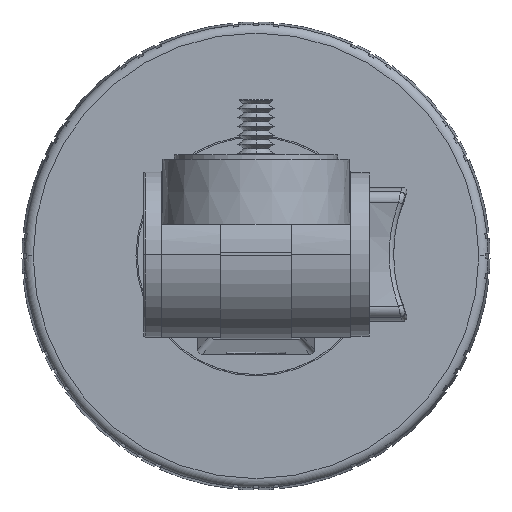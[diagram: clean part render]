
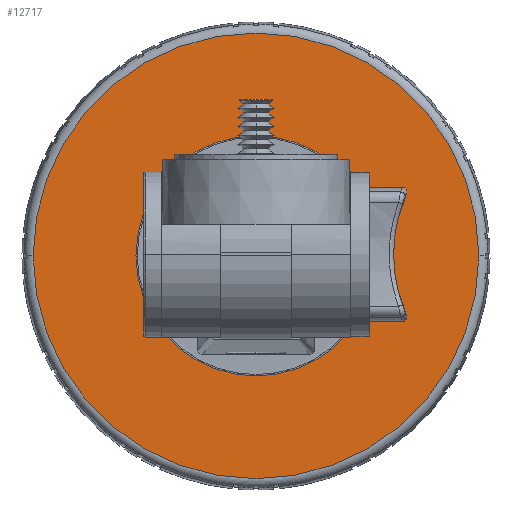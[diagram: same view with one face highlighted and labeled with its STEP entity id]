
A CAD part, top view. The second image highlights one B-rep face of the part: STEP entity #12717.
In plain terms, the highlighted planar face has unit normal (0, 0, 1).
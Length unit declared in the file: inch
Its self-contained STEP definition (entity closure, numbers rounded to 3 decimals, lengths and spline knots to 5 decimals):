
#289 = CARTESIAN_POINT ( 'NONE',  ( 0., 0., 0.485 ) ) ;
#745 = VERTEX_POINT ( 'NONE', #11477 ) ;
#1400 = CIRCLE ( 'NONE', #16728, 0.803 ) ;
#1409 = CARTESIAN_POINT ( 'NONE',  ( 0., 0., 0.485 ) ) ;
#1545 = AXIS2_PLACEMENT_3D ( 'NONE', #1409, #12601, #6864 ) ;
#2178 = VERTEX_POINT ( 'NONE', #4586 ) ;
#2882 = CARTESIAN_POINT ( 'NONE',  ( -0.803, 0., 0.485 ) ) ;
#4586 = CARTESIAN_POINT ( 'NONE',  ( 1.49012, 0., 0.485 ) ) ;
#5539 = ORIENTED_EDGE ( 'NONE', *, *, #16049, .F. ) ;
#5649 = DIRECTION ( 'NONE',  ( 1., 0., 0. ) ) ;
#6548 = CARTESIAN_POINT ( 'NONE',  ( 0., 0., 0.485 ) ) ;
#6574 = CARTESIAN_POINT ( 'NONE',  ( 0., 0., 0.485 ) ) ;
#6823 = AXIS2_PLACEMENT_3D ( 'NONE', #12722, #16982, #5649 ) ;
#6864 = DIRECTION ( 'NONE',  ( 1., 0., 0. ) ) ;
#7169 = EDGE_CURVE ( 'NONE', #745, #16037, #1400, .T. ) ;
#7377 = CIRCLE ( 'NONE', #12929, 1.49012 ) ;
#7946 = AXIS2_PLACEMENT_3D ( 'NONE', #6574, #11206, #12440 ) ;
#7960 = CIRCLE ( 'NONE', #1545, 1.49012 ) ;
#8098 = CARTESIAN_POINT ( 'NONE',  ( -1.49012, 0., 0.485 ) ) ;
#8684 = FACE_BOUND ( 'NONE', #9605, .T. ) ;
#9513 = EDGE_CURVE ( 'NONE', #14141, #2178, #7960, .T. ) ;
#9605 = EDGE_LOOP ( 'NONE', ( #12060, #5539 ) ) ;
#11206 = DIRECTION ( 'NONE',  ( 0., 0., 1. ) ) ;
#11477 = CARTESIAN_POINT ( 'NONE',  ( 0.803, 0., 0.485 ) ) ;
#11953 = ORIENTED_EDGE ( 'NONE', *, *, #9513, .T. ) ;
#12060 = ORIENTED_EDGE ( 'NONE', *, *, #7169, .F. ) ;
#12218 = DIRECTION ( 'NONE',  ( 1., 0., 0. ) ) ;
#12440 = DIRECTION ( 'NONE',  ( 1., 0., 0. ) ) ;
#12456 = FACE_OUTER_BOUND ( 'NONE', #14501, .T. ) ;
#12601 = DIRECTION ( 'NONE',  ( 0., 0., 1. ) ) ;
#12717 = ADVANCED_FACE ( 'NONE', ( #8684, #12456 ), #14894, .T. ) ;
#12722 = CARTESIAN_POINT ( 'NONE',  ( 0., 0., 0.485 ) ) ;
#12929 = AXIS2_PLACEMENT_3D ( 'NONE', #6548, #17840, #12218 ) ;
#13205 = CIRCLE ( 'NONE', #6823, 0.803 ) ;
#13346 = EDGE_CURVE ( 'NONE', #2178, #14141, #7377, .T. ) ;
#14092 = ORIENTED_EDGE ( 'NONE', *, *, #13346, .T. ) ;
#14141 = VERTEX_POINT ( 'NONE', #8098 ) ;
#14433 = DIRECTION ( 'NONE',  ( 1., 0., 0. ) ) ;
#14501 = EDGE_LOOP ( 'NONE', ( #14092, #11953 ) ) ;
#14894 = PLANE ( 'NONE',  #7946 ) ;
#15742 = DIRECTION ( 'NONE',  ( 0., 0., 1. ) ) ;
#16037 = VERTEX_POINT ( 'NONE', #2882 ) ;
#16049 = EDGE_CURVE ( 'NONE', #16037, #745, #13205, .T. ) ;
#16728 = AXIS2_PLACEMENT_3D ( 'NONE', #289, #15742, #14433 ) ;
#16982 = DIRECTION ( 'NONE',  ( 0., 0., 1. ) ) ;
#17840 = DIRECTION ( 'NONE',  ( 0., 0., 1. ) ) ;
